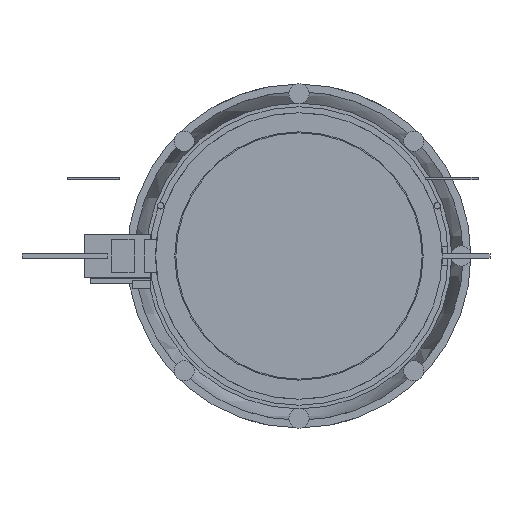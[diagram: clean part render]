
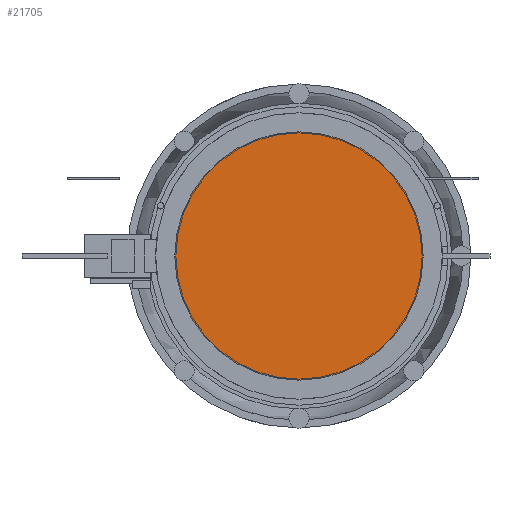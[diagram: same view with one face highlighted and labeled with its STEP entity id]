
A CAD part, left-side view. The second image highlights one B-rep face of the part: STEP entity #21705.
In plain terms, the highlighted planar face has unit normal (-1, 0, 0).
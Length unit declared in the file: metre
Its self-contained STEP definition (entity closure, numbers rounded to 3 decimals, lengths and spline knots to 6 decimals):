
#21627 = CYLINDRICAL_SURFACE('',#21628,2600.);
#21628 = AXIS2_PLACEMENT_3D('',#21629,#21630,#21631);
#21629 = CARTESIAN_POINT('',(-4900.,0.,0.));
#21630 = DIRECTION('',(1.,0.,0.));
#21631 = DIRECTION('',(0.,0.,-1.));
#21652 = VERTEX_POINT('',#21653);
#21653 = CARTESIAN_POINT('',(-4900.,0.,-2600.));
#21674 = EDGE_CURVE('',#21652,#21652,#21675,.T.);
#21675 = SURFACE_CURVE('',#21676,(#21681,#21688),.PCURVE_S1.);
#21676 = CIRCLE('',#21677,2600.);
#21677 = AXIS2_PLACEMENT_3D('',#21678,#21679,#21680);
#21678 = CARTESIAN_POINT('',(-4900.,0.,0.));
#21679 = DIRECTION('',(1.,-0.,0.));
#21680 = DIRECTION('',(0.,0.,-1.));
#21681 = PCURVE('',#21627,#21682);
#21682 = DEFINITIONAL_REPRESENTATION('',(#21683),#21687);
#21683 = LINE('',#21684,#21685);
#21684 = CARTESIAN_POINT('',(0.,0.));
#21685 = VECTOR('',#21686,1.);
#21686 = DIRECTION('',(1.,0.));
#21687 = ( GEOMETRIC_REPRESENTATION_CONTEXT(2) 
PARAMETRIC_REPRESENTATION_CONTEXT() REPRESENTATION_CONTEXT('2D SPACE',''
  ) );
#21688 = PCURVE('',#21689,#21694);
#21689 = PLANE('',#21690);
#21690 = AXIS2_PLACEMENT_3D('',#21691,#21692,#21693);
#21691 = CARTESIAN_POINT('',(-4900.,0.,0.));
#21692 = DIRECTION('',(1.,0.,0.));
#21693 = DIRECTION('',(0.,0.,-1.));
#21694 = DEFINITIONAL_REPRESENTATION('',(#21695),#21699);
#21695 = CIRCLE('',#21696,2600.);
#21696 = AXIS2_PLACEMENT_2D('',#21697,#21698);
#21697 = CARTESIAN_POINT('',(0.,0.));
#21698 = DIRECTION('',(1.,0.));
#21699 = ( GEOMETRIC_REPRESENTATION_CONTEXT(2) 
PARAMETRIC_REPRESENTATION_CONTEXT() REPRESENTATION_CONTEXT('2D SPACE',''
  ) );
#21705 = ADVANCED_FACE('',(#21706),#21689,.F.);
#21706 = FACE_BOUND('',#21707,.T.);
#21707 = EDGE_LOOP('',(#21708));
#21708 = ORIENTED_EDGE('',*,*,#21674,.F.);
